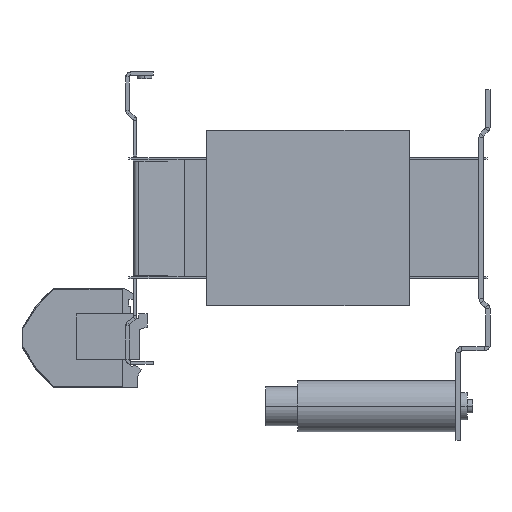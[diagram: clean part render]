
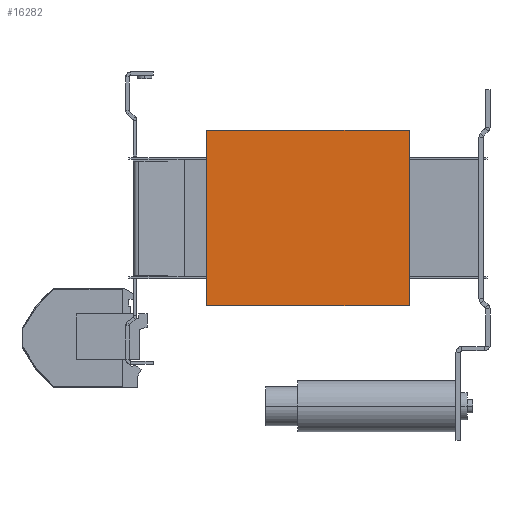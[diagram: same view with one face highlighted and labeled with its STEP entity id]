
A CAD part, left-side view. The second image highlights one B-rep face of the part: STEP entity #16282.
In plain terms, the highlighted planar face has unit normal (-1, 0, 0).
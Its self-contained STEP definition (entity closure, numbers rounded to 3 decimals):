
#41 = DIRECTION ( 'NONE',  ( 0., 1., 0. ) ) ;
#262 = VECTOR ( 'NONE', #1021, 1000. ) ;
#722 = CARTESIAN_POINT ( 'NONE',  ( -118., 59.5, -33.5 ) ) ;
#825 = PLANE ( 'NONE',  #1886 ) ;
#1021 = DIRECTION ( 'NONE',  ( 0., 1., 0. ) ) ;
#1886 = AXIS2_PLACEMENT_3D ( 'NONE', #7813, #14779, #3464 ) ;
#2251 = EDGE_CURVE ( 'NONE', #16871, #20430, #4124, .T. ) ;
#2558 = FACE_OUTER_BOUND ( 'NONE', #17795, .T. ) ;
#3464 = DIRECTION ( 'NONE',  ( 0., 0., 1. ) ) ;
#3593 = LINE ( 'NONE', #13882, #12160 ) ;
#4124 = LINE ( 'NONE', #11326, #262 ) ;
#4494 = LINE ( 'NONE', #722, #15021 ) ;
#5489 = CARTESIAN_POINT ( 'NONE',  ( -118., -59.5, -51.5 ) ) ;
#5560 = EDGE_CURVE ( 'NONE', #16145, #16101, #3593, .T. ) ;
#7704 = DIRECTION ( 'NONE',  ( 0., 0., -1. ) ) ;
#7813 = CARTESIAN_POINT ( 'NONE',  ( -118., -59.5, -33.5 ) ) ;
#9092 = DIRECTION ( 'NONE',  ( 0., 0., -1. ) ) ;
#11326 = CARTESIAN_POINT ( 'NONE',  ( -118., -59.5, -51.5 ) ) ;
#11652 = EDGE_CURVE ( 'NONE', #16145, #16871, #11987, .T. ) ;
#11987 = LINE ( 'NONE', #17131, #14869 ) ;
#12160 = VECTOR ( 'NONE', #41, 1000. ) ;
#13882 = CARTESIAN_POINT ( 'NONE',  ( -118., -59.5, 51.5 ) ) ;
#14591 = ORIENTED_EDGE ( 'NONE', *, *, #5560, .T. ) ;
#14779 = DIRECTION ( 'NONE',  ( 1., 0., 0. ) ) ;
#14869 = VECTOR ( 'NONE', #9092, 1000. ) ;
#15021 = VECTOR ( 'NONE', #7704, 1000. ) ;
#16101 = VERTEX_POINT ( 'NONE', #16268 ) ;
#16145 = VERTEX_POINT ( 'NONE', #18451 ) ;
#16267 = EDGE_CURVE ( 'NONE', #16101, #20430, #4494, .T. ) ;
#16268 = CARTESIAN_POINT ( 'NONE',  ( -118., 59.5, 51.5 ) ) ;
#16282 = ADVANCED_FACE ( 'NONE', ( #2558 ), #825, .F. ) ;
#16786 = CARTESIAN_POINT ( 'NONE',  ( -118., 59.5, -51.5 ) ) ;
#16871 = VERTEX_POINT ( 'NONE', #5489 ) ;
#17131 = CARTESIAN_POINT ( 'NONE',  ( -118., -59.5, -33.5 ) ) ;
#17177 = ORIENTED_EDGE ( 'NONE', *, *, #2251, .F. ) ;
#17388 = ORIENTED_EDGE ( 'NONE', *, *, #16267, .T. ) ;
#17795 = EDGE_LOOP ( 'NONE', ( #17388, #17177, #20601, #14591 ) ) ;
#18451 = CARTESIAN_POINT ( 'NONE',  ( -118., -59.5, 51.5 ) ) ;
#20430 = VERTEX_POINT ( 'NONE', #16786 ) ;
#20601 = ORIENTED_EDGE ( 'NONE', *, *, #11652, .F. ) ;
